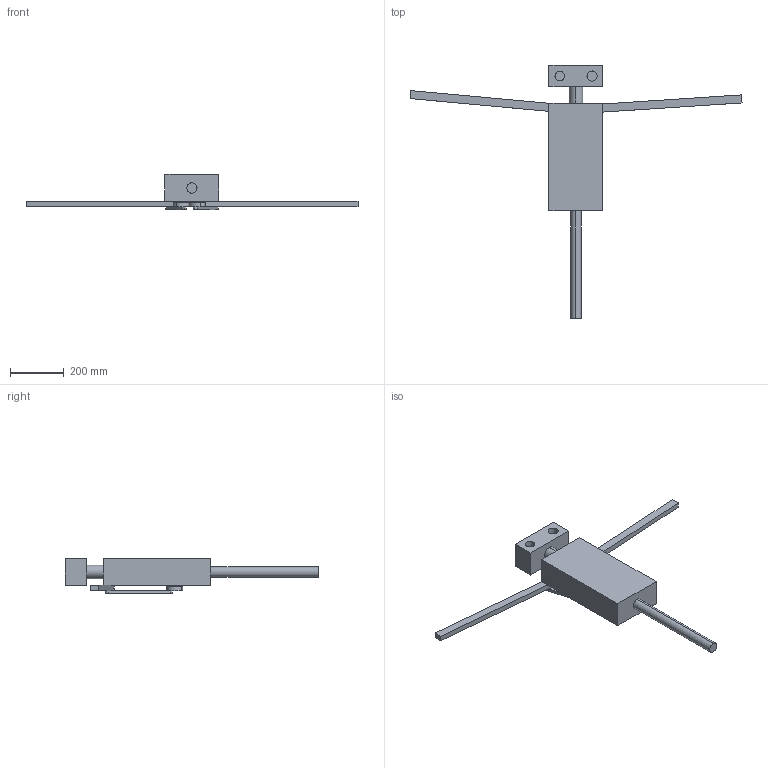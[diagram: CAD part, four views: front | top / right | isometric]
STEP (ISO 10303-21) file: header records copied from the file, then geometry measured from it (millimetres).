
FILE_DESCRIPTION (( 'STEP AP203' ), '1' );
FILE_NAME ('lala hackton.STEP', '2025-12-12T17:11:01', ( '' ), ( '' ), 'SwSTEP 2.0', 'SolidWorks 2023', '' );
FILE_SCHEMA (( 'CONFIG_CONTROL_DESIGN' ));
Length unit declared in the file: millimetre
Products named in the file (5): lala hackton3; Part5; lala hackton; lala hackton2
Assembly tree (7 placements, depth 2):
  lala hackton
    lala hackton
    lala hackton2  x2
    lala hackton3  x2
    Part5  x2
Bounding box: 1231.57 x 940 x 130 mm (x, y, z)
Volume: 10965332 mm3; surface area: 607518.3 mm2
Topology: 7 solids, 7 shells, 102 faces, 240 edges, 160 vertices
Faces by surface type: cylinder 56, plane 46
Entity records: 2560 total; most frequent: DIRECTION 377, CARTESIAN_POINT 332, ORIENTED_EDGE 306, EDGE_CURVE 153, AXIS2_PLACEMENT_3D 147, VERTEX_POINT 102, EDGE_LOOP 87, LINE 83
